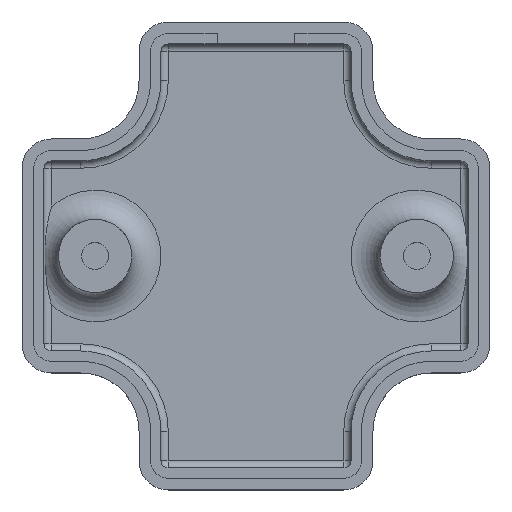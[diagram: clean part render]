
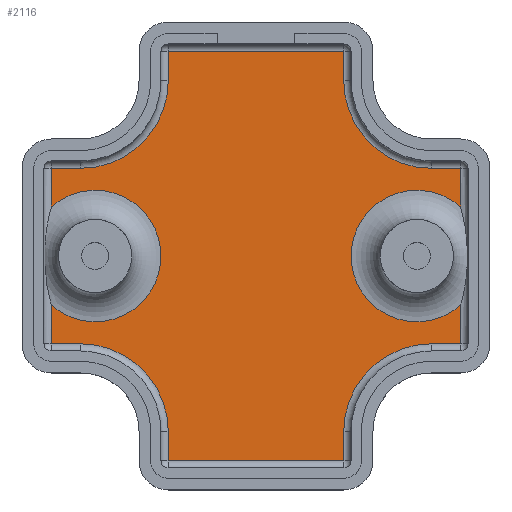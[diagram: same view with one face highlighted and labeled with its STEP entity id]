
A CAD part, top view. The second image highlights one B-rep face of the part: STEP entity #2116.
In plain terms, the highlighted planar face has unit normal (0, 0, 1).
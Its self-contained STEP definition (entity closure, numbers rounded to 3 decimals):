
#141=CIRCLE('',#2280,4.5);
#142=CIRCLE('',#2282,6.);
#143=CIRCLE('',#2283,6.);
#144=CIRCLE('',#2284,4.5);
#145=CIRCLE('',#2285,6.);
#146=CIRCLE('',#2286,6.);
#260=FACE_OUTER_BOUND('',#398,.T.);
#398=EDGE_LOOP('',(#1490,#1491,#1492,#1493,#1494,#1495,#1496,#1497,#1498,
#1499,#1500,#1501,#1502,#1503,#1504,#1505,#1506,#1507,#1508,#1509));
#575=LINE('',#3412,#757);
#576=LINE('',#3414,#758);
#577=LINE('',#3418,#759);
#578=LINE('',#3420,#760);
#579=LINE('',#3422,#761);
#580=LINE('',#3426,#762);
#581=LINE('',#3428,#763);
#582=LINE('',#3432,#764);
#583=LINE('',#3434,#765);
#584=LINE('',#3438,#766);
#585=LINE('',#3440,#767);
#586=LINE('',#3442,#768);
#587=LINE('',#3446,#769);
#588=LINE('',#3447,#770);
#757=VECTOR('',#2630,2.646);
#758=VECTOR('',#2631,2.);
#759=VECTOR('',#2634,2.);
#760=VECTOR('',#2635,12.);
#761=VECTOR('',#2636,2.);
#762=VECTOR('',#2639,2.);
#763=VECTOR('',#2640,2.646);
#764=VECTOR('',#2643,2.646);
#765=VECTOR('',#2644,2.);
#766=VECTOR('',#2647,2.);
#767=VECTOR('',#2648,12.);
#768=VECTOR('',#2649,2.);
#769=VECTOR('',#2652,2.);
#770=VECTOR('',#2653,2.646);
#960=VERTEX_POINT('',#3387);
#961=VERTEX_POINT('',#3388);
#962=VERTEX_POINT('',#3411);
#963=VERTEX_POINT('',#3413);
#964=VERTEX_POINT('',#3415);
#965=VERTEX_POINT('',#3417);
#966=VERTEX_POINT('',#3419);
#967=VERTEX_POINT('',#3421);
#968=VERTEX_POINT('',#3423);
#969=VERTEX_POINT('',#3425);
#970=VERTEX_POINT('',#3427);
#971=VERTEX_POINT('',#3429);
#972=VERTEX_POINT('',#3431);
#973=VERTEX_POINT('',#3433);
#974=VERTEX_POINT('',#3435);
#975=VERTEX_POINT('',#3437);
#976=VERTEX_POINT('',#3439);
#977=VERTEX_POINT('',#3441);
#978=VERTEX_POINT('',#3443);
#979=VERTEX_POINT('',#3445);
#1161=EDGE_CURVE('',#960,#961,#141,.T.);
#1162=EDGE_CURVE('',#960,#962,#575,.T.);
#1163=EDGE_CURVE('',#962,#963,#576,.T.);
#1164=EDGE_CURVE('',#963,#964,#142,.T.);
#1165=EDGE_CURVE('',#964,#965,#577,.T.);
#1166=EDGE_CURVE('',#965,#966,#578,.T.);
#1167=EDGE_CURVE('',#966,#967,#579,.T.);
#1168=EDGE_CURVE('',#967,#968,#143,.T.);
#1169=EDGE_CURVE('',#968,#969,#580,.T.);
#1170=EDGE_CURVE('',#969,#970,#581,.T.);
#1171=EDGE_CURVE('',#971,#970,#144,.T.);
#1172=EDGE_CURVE('',#971,#972,#582,.T.);
#1173=EDGE_CURVE('',#972,#973,#583,.T.);
#1174=EDGE_CURVE('',#973,#974,#145,.T.);
#1175=EDGE_CURVE('',#974,#975,#584,.T.);
#1176=EDGE_CURVE('',#975,#976,#585,.T.);
#1177=EDGE_CURVE('',#976,#977,#586,.T.);
#1178=EDGE_CURVE('',#977,#978,#146,.T.);
#1179=EDGE_CURVE('',#978,#979,#587,.T.);
#1180=EDGE_CURVE('',#979,#961,#588,.T.);
#1490=ORIENTED_EDGE('',*,*,#1161,.F.);
#1491=ORIENTED_EDGE('',*,*,#1162,.T.);
#1492=ORIENTED_EDGE('',*,*,#1163,.T.);
#1493=ORIENTED_EDGE('',*,*,#1164,.T.);
#1494=ORIENTED_EDGE('',*,*,#1165,.T.);
#1495=ORIENTED_EDGE('',*,*,#1166,.T.);
#1496=ORIENTED_EDGE('',*,*,#1167,.T.);
#1497=ORIENTED_EDGE('',*,*,#1168,.T.);
#1498=ORIENTED_EDGE('',*,*,#1169,.T.);
#1499=ORIENTED_EDGE('',*,*,#1170,.T.);
#1500=ORIENTED_EDGE('',*,*,#1171,.F.);
#1501=ORIENTED_EDGE('',*,*,#1172,.T.);
#1502=ORIENTED_EDGE('',*,*,#1173,.T.);
#1503=ORIENTED_EDGE('',*,*,#1174,.T.);
#1504=ORIENTED_EDGE('',*,*,#1175,.T.);
#1505=ORIENTED_EDGE('',*,*,#1176,.T.);
#1506=ORIENTED_EDGE('',*,*,#1177,.T.);
#1507=ORIENTED_EDGE('',*,*,#1178,.T.);
#1508=ORIENTED_EDGE('',*,*,#1179,.T.);
#1509=ORIENTED_EDGE('',*,*,#1180,.T.);
#2068=PLANE('',#2281);
#2116=ADVANCED_FACE('',(#260),#2068,.T.);
#2280=AXIS2_PLACEMENT_3D('',#3409,#2626,#2627);
#2281=AXIS2_PLACEMENT_3D('',#3410,#2628,#2629);
#2282=AXIS2_PLACEMENT_3D('',#3416,#2632,#2633);
#2283=AXIS2_PLACEMENT_3D('',#3424,#2637,#2638);
#2284=AXIS2_PLACEMENT_3D('',#3430,#2641,#2642);
#2285=AXIS2_PLACEMENT_3D('',#3436,#2645,#2646);
#2286=AXIS2_PLACEMENT_3D('',#3444,#2650,#2651);
#2626=DIRECTION('center_axis',(0.,0.,1.));
#2627=DIRECTION('ref_axis',(-1.,0.,0.));
#2628=DIRECTION('center_axis',(0.,0.,1.));
#2629=DIRECTION('ref_axis',(1.,0.,0.));
#2630=DIRECTION('',(0.,1.,0.));
#2631=DIRECTION('',(-1.,0.,0.));
#2632=DIRECTION('center_axis',(0.,0.,-1.));
#2633=DIRECTION('ref_axis',(-0.707,-0.707,0.));
#2634=DIRECTION('',(0.,1.,0.));
#2635=DIRECTION('',(-1.,0.,0.));
#2636=DIRECTION('',(0.,-1.,0.));
#2637=DIRECTION('center_axis',(0.,0.,-1.));
#2638=DIRECTION('ref_axis',(0.707,-0.707,0.));
#2639=DIRECTION('',(-1.,0.,0.));
#2640=DIRECTION('',(0.,-1.,0.));
#2641=DIRECTION('center_axis',(0.,0.,1.));
#2642=DIRECTION('ref_axis',(-1.,0.,0.));
#2643=DIRECTION('',(0.,-1.,0.));
#2644=DIRECTION('',(1.,0.,0.));
#2645=DIRECTION('center_axis',(0.,0.,-1.));
#2646=DIRECTION('ref_axis',(0.707,0.707,0.));
#2647=DIRECTION('',(0.,-1.,0.));
#2648=DIRECTION('',(1.,0.,0.));
#2649=DIRECTION('',(0.,1.,0.));
#2650=DIRECTION('center_axis',(0.,0.,-1.));
#2651=DIRECTION('ref_axis',(-0.707,0.707,0.));
#2652=DIRECTION('',(1.,0.,0.));
#2653=DIRECTION('',(0.,1.,0.));
#3387=CARTESIAN_POINT('',(30.,19.354,1.5));
#3388=CARTESIAN_POINT('',(30.,12.646,1.5));
#3409=CARTESIAN_POINT('Origin',(27.,16.,1.5));
#3410=CARTESIAN_POINT('Origin',(16.,15.516,1.5));
#3411=CARTESIAN_POINT('',(30.,22.,1.5));
#3412=CARTESIAN_POINT('',(30.,12.758,1.5));
#3413=CARTESIAN_POINT('',(28.,22.,1.5));
#3414=CARTESIAN_POINT('',(23.,22.,1.5));
#3415=CARTESIAN_POINT('',(22.,28.,1.5));
#3416=CARTESIAN_POINT('Origin',(28.,28.,1.5));
#3417=CARTESIAN_POINT('',(22.,30.,1.5));
#3418=CARTESIAN_POINT('',(22.,21.758,1.5));
#3419=CARTESIAN_POINT('',(10.,30.,1.5));
#3420=CARTESIAN_POINT('',(15.075,30.,1.5));
#3421=CARTESIAN_POINT('',(10.,28.,1.5));
#3422=CARTESIAN_POINT('',(10.,22.758,1.5));
#3423=CARTESIAN_POINT('',(4.,22.,1.5));
#3424=CARTESIAN_POINT('Origin',(4.,28.,1.5));
#3425=CARTESIAN_POINT('',(2.,22.,1.5));
#3426=CARTESIAN_POINT('',(10.,22.,1.5));
#3427=CARTESIAN_POINT('',(2.,19.354,1.5));
#3428=CARTESIAN_POINT('',(2.,18.758,1.5));
#3429=CARTESIAN_POINT('',(2.,12.646,1.5));
#3430=CARTESIAN_POINT('Origin',(5.,16.,1.5));
#3431=CARTESIAN_POINT('',(2.,10.,1.5));
#3432=CARTESIAN_POINT('',(2.,18.758,1.5));
#3433=CARTESIAN_POINT('',(4.,10.,1.5));
#3434=CARTESIAN_POINT('',(9.,10.,1.5));
#3435=CARTESIAN_POINT('',(10.,4.,1.5));
#3436=CARTESIAN_POINT('Origin',(4.,4.,1.5));
#3437=CARTESIAN_POINT('',(10.,2.,1.5));
#3438=CARTESIAN_POINT('',(10.,9.758,1.5));
#3439=CARTESIAN_POINT('',(22.,2.,1.5));
#3440=CARTESIAN_POINT('',(13.,2.,1.5));
#3441=CARTESIAN_POINT('',(22.,4.,1.5));
#3442=CARTESIAN_POINT('',(22.,8.758,1.5));
#3443=CARTESIAN_POINT('',(28.,10.,1.5));
#3444=CARTESIAN_POINT('Origin',(28.,4.,1.5));
#3445=CARTESIAN_POINT('',(30.,10.,1.5));
#3446=CARTESIAN_POINT('',(22.,10.,1.5));
#3447=CARTESIAN_POINT('',(30.,12.758,1.5));
